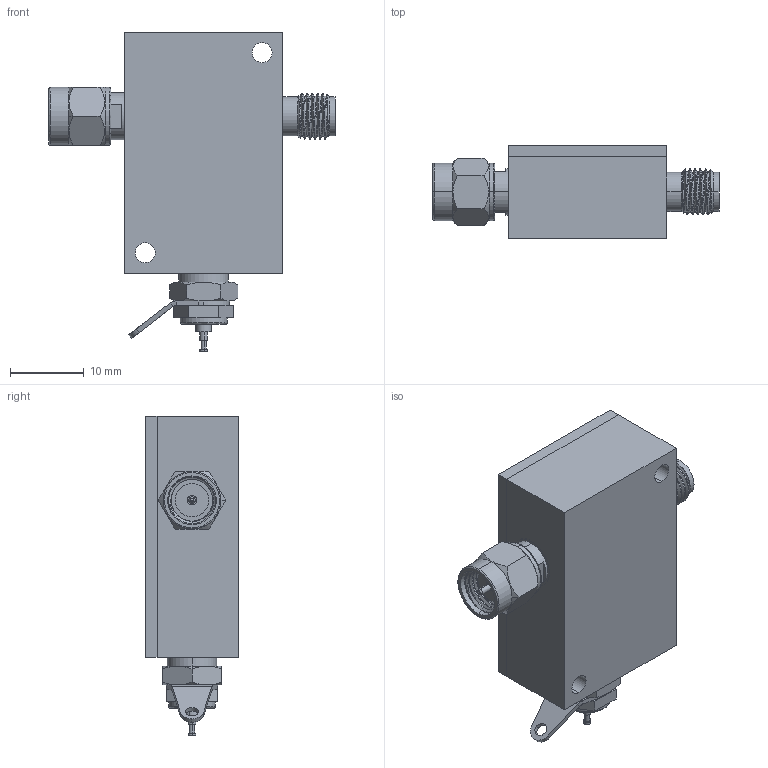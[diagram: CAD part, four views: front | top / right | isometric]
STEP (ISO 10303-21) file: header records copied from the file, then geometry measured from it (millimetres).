
FILE_DESCRIPTION (( 'STEP AP214' ), '1' );
FILE_NAME ('FMBT1626_3D.STEP', '2022-06-26T05:17:53', ( '' ), ( '' ), 'SwSTEP 2.0', 'SolidWorks 2021', '' );
FILE_SCHEMA (( 'AUTOMOTIVE_DESIGN' ));
Length unit declared in the file: inch
Products named in the file (13): Copy of 286-0009-00^PE1626; Copy of B MALE^PE1626; Copy of 120-0051-02^PE1626; FMBT1626_3D; Copy of SMA COUPLING NUT_108-0010-03^PE1626; Copy of 010-2002-00_010-2002-00^PE1626; Copy of 286-0009-NUT^Copy of 286-0009-00_PE1626; Copy of 286-0009-INSULATOR^Copy of 286-0009-00_PE1626; Copy of 120-0049^PE1626; Copy of 286-0009-CENTER CONDUCTOR^Copy of 286-0009-00_PE1626; Copy of 286-0009-HOUSING^Copy of 286-0009-00_PE1626; Copy of B FEMALE^PE1626; Copy of 286-0009-LUG^Copy of 286-0009-00_PE1626
Assembly tree (13 placements, depth 3):
  FMBT1626_3D
    Copy of 120-0049^PE1626
    Copy of B MALE^PE1626
    Copy of B FEMALE^PE1626
    Copy of SMA COUPLING NUT_108-0010-03^PE1626
    Copy of 120-0051-02^PE1626
    Copy of 010-2002-00_010-2002-00^PE1626  x2
    Copy of 286-0009-00^PE1626
      Copy of 286-0009-HOUSING^Copy of 286-0009-00_PE1626
      Copy of 286-0009-INSULATOR^Copy of 286-0009-00_PE1626
      Copy of 286-0009-CENTER CONDUCTOR^Copy of 286-0009-00_PE1626
      Copy of 286-0009-LUG^Copy of 286-0009-00_PE1626
      Copy of 286-0009-NUT^Copy of 286-0009-00_PE1626
Bounding box: 38.86 x 12.7 x 43.43 mm (x, y, z)
Volume: 9884.1 mm3; surface area: 6607.9 mm2
Topology: 12 solids, 12 shells, 564 faces, 1377 edges, 859 vertices
Faces by surface type: cylinder 254, cone 166, plane 118, bspline 26
Entity records: 18697 total; most frequent: CARTESIAN_POINT 8047, ORIENTED_EDGE 2236, DIRECTION 1973, EDGE_CURVE 1118, AXIS2_PLACEMENT_3D 786, VERTEX_POINT 707, EDGE_LOOP 509, FACE_OUTER_BOUND 459
